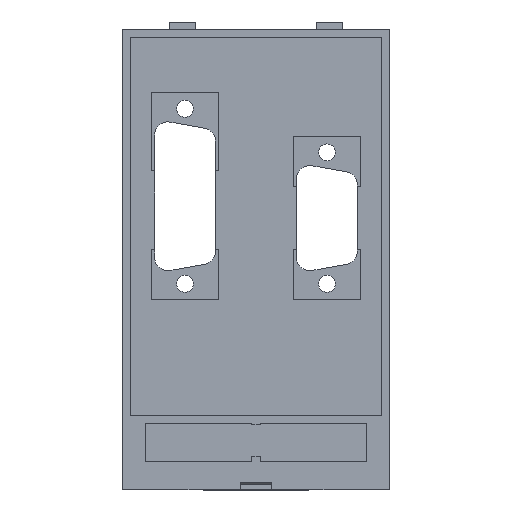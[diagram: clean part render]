
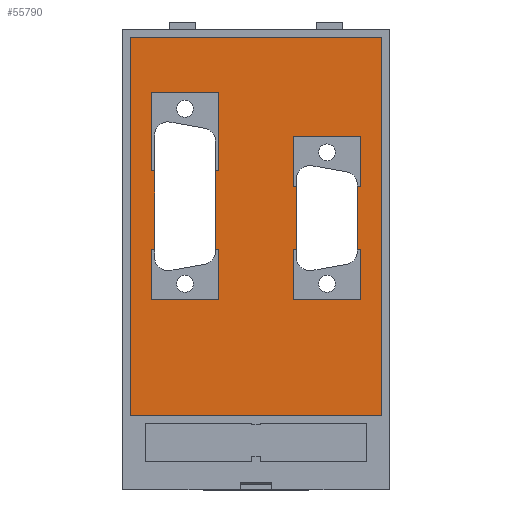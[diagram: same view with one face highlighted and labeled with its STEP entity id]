
A CAD part, top view. The second image highlights one B-rep face of the part: STEP entity #55790.
In plain terms, the highlighted planar face has unit normal (0, 0, 1).
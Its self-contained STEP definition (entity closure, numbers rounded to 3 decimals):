
#39720=CARTESIAN_POINT('',(33.05,45.7,2.8));
#39730=VERTEX_POINT('',#39720);
#39760=CARTESIAN_POINT('',(33.05,0.,2.8));
#39770=DIRECTION('',(0.,-1.,0.));
#39780=VECTOR('',#39770,1.);
#39790=LINE('',#39760,#39780);
#39800=CARTESIAN_POINT('',(33.05,57.7,2.8));
#39810=VERTEX_POINT('',#39800);
#39820=EDGE_CURVE('',#39810,#39730,#39790,.T.);
#40420=CARTESIAN_POINT('',(44.65,57.7,2.8));
#40430=VERTEX_POINT('',#40420);
#40460=CARTESIAN_POINT('',(44.65,0.,2.8));
#40470=DIRECTION('',(0.,1.,0.));
#40480=VECTOR('',#40470,1.);
#40490=LINE('',#40460,#40480);
#40500=CARTESIAN_POINT('',(44.65,45.7,2.8));
#40510=VERTEX_POINT('',#40500);
#40520=EDGE_CURVE('',#40510,#40430,#40490,.T.);
#43220=CARTESIAN_POINT('',(17.65,0.,2.8));
#43230=DIRECTION('',(0.,1.,0.));
#43240=VECTOR('',#43230,1.);
#43250=LINE('',#43220,#43240);
#43260=CARTESIAN_POINT('',(17.65,45.7,2.8));
#43270=VERTEX_POINT('',#43260);
#43280=CARTESIAN_POINT('',(17.65,60.7,2.8));
#43290=VERTEX_POINT('',#43280);
#43300=EDGE_CURVE('',#43270,#43290,#43250,.T.);
#44690=CARTESIAN_POINT('',(6.05,0.,2.8));
#44700=DIRECTION('',(0.,-1.,0.));
#44710=VECTOR('',#44700,1.);
#44720=LINE('',#44690,#44710);
#44730=CARTESIAN_POINT('',(6.05,60.7,2.8));
#44740=VERTEX_POINT('',#44730);
#44750=CARTESIAN_POINT('',(6.05,45.7,2.8));
#44760=VERTEX_POINT('',#44750);
#44770=EDGE_CURVE('',#44740,#44760,#44720,.T.);
#46840=CARTESIAN_POINT('',(45.25,36.2,2.8));
#46850=VERTEX_POINT('',#46840);
#47000=CARTESIAN_POINT('',(45.25,45.7,2.8));
#47010=VERTEX_POINT('',#47000);
#47040=CARTESIAN_POINT('',(45.25,0.,2.8));
#47050=DIRECTION('',(0.,-1.,0.));
#47060=VECTOR('',#47050,1.);
#47070=LINE('',#47040,#47060);
#47080=EDGE_CURVE('',#47010,#46850,#47070,.T.);
#47940=CARTESIAN_POINT('',(32.45,67.2,2.8));
#47950=VERTEX_POINT('',#47940);
#48100=CARTESIAN_POINT('',(32.45,57.7,2.8));
#48110=VERTEX_POINT('',#48100);
#48140=CARTESIAN_POINT('',(32.45,0.,2.8));
#48150=DIRECTION('',(0.,1.,0.));
#48160=VECTOR('',#48150,1.);
#48170=LINE('',#48140,#48160);
#48180=EDGE_CURVE('',#48110,#47950,#48170,.T.);
#48410=CARTESIAN_POINT('',(45.25,67.2,2.8));
#48420=VERTEX_POINT('',#48410);
#48520=CARTESIAN_POINT('',(0.,67.2,2.8));
#48530=DIRECTION('',(1.,0.,0.));
#48540=VECTOR('',#48530,1.);
#48550=LINE('',#48520,#48540);
#48560=EDGE_CURVE('',#47950,#48420,#48550,.T.);
#48770=CARTESIAN_POINT('',(18.25,45.7,2.8));
#48780=VERTEX_POINT('',#48770);
#48900=CARTESIAN_POINT('',(0.,45.7,2.8));
#48910=DIRECTION('',(-1.,0.,0.));
#48920=VECTOR('',#48910,1.);
#48930=LINE('',#48900,#48920);
#48940=EDGE_CURVE('',#48780,#43270,#48930,.T.);
#49170=CARTESIAN_POINT('',(45.25,57.7,2.8));
#49180=VERTEX_POINT('',#49170);
#49280=CARTESIAN_POINT('',(45.25,0.,2.8));
#49290=DIRECTION('',(0.,-1.,0.));
#49300=VECTOR('',#49290,1.);
#49310=LINE('',#49280,#49300);
#49320=EDGE_CURVE('',#48420,#49180,#49310,.T.);
#49550=CARTESIAN_POINT('',(32.45,36.2,2.8));
#49560=VERTEX_POINT('',#49550);
#49660=CARTESIAN_POINT('',(0.,36.2,2.8));
#49670=DIRECTION('',(-1.,0.,0.));
#49680=VECTOR('',#49670,1.);
#49690=LINE('',#49660,#49680);
#49700=EDGE_CURVE('',#46850,#49560,#49690,.T.);
#50000=CARTESIAN_POINT('',(32.45,45.7,2.8));
#50010=VERTEX_POINT('',#50000);
#50040=CARTESIAN_POINT('',(0.,45.7,2.8));
#50050=DIRECTION('',(1.,0.,0.));
#50060=VECTOR('',#50050,1.);
#50070=LINE('',#50040,#50060);
#50080=EDGE_CURVE('',#50010,#39730,#50070,.T.);
#50330=CARTESIAN_POINT('',(0.,57.7,2.8));
#50340=DIRECTION('',(-1.,0.,0.));
#50350=VECTOR('',#50340,1.);
#50360=LINE('',#50330,#50350);
#50370=EDGE_CURVE('',#49180,#40430,#50360,.T.);
#51090=CARTESIAN_POINT('',(18.25,75.5,2.8));
#51100=VERTEX_POINT('',#51090);
#51180=CARTESIAN_POINT('',(5.45,75.5,2.8));
#51190=VERTEX_POINT('',#51180);
#51220=CARTESIAN_POINT('',(0.,75.5,2.8));
#51230=DIRECTION('',(-1.,0.,0.));
#51240=VECTOR('',#51230,1.);
#51250=LINE('',#51220,#51240);
#51260=EDGE_CURVE('',#51100,#51190,#51250,.T.);
#51490=CARTESIAN_POINT('',(18.25,60.7,2.8));
#51500=VERTEX_POINT('',#51490);
#51530=CARTESIAN_POINT('',(0.,60.7,2.8));
#51540=DIRECTION('',(1.,0.,0.));
#51550=VECTOR('',#51540,1.);
#51560=LINE('',#51530,#51550);
#51570=EDGE_CURVE('',#43290,#51500,#51560,.T.);
#52150=CARTESIAN_POINT('',(5.45,60.7,2.8));
#52160=VERTEX_POINT('',#52150);
#52190=CARTESIAN_POINT('',(5.45,0.,2.8));
#52200=DIRECTION('',(0.,-1.,0.));
#52210=VECTOR('',#52200,1.);
#52220=LINE('',#52190,#52210);
#52230=EDGE_CURVE('',#51190,#52160,#52220,.T.);
#52440=CARTESIAN_POINT('',(18.25,36.2,2.8));
#52450=VERTEX_POINT('',#52440);
#52500=CARTESIAN_POINT('',(18.25,0.,2.8));
#52510=DIRECTION('',(0.,1.,0.));
#52520=VECTOR('',#52510,1.);
#52530=LINE('',#52500,#52520);
#52540=EDGE_CURVE('',#52450,#48780,#52530,.T.);
#52750=CARTESIAN_POINT('',(5.45,36.2,2.8));
#52760=VERTEX_POINT('',#52750);
#52810=CARTESIAN_POINT('',(0.,36.2,2.8));
#52820=DIRECTION('',(1.,0.,0.));
#52830=VECTOR('',#52820,1.);
#52840=LINE('',#52810,#52830);
#52850=EDGE_CURVE('',#52760,#52450,#52840,.T.);
#53060=CARTESIAN_POINT('',(5.45,45.7,2.8));
#53070=VERTEX_POINT('',#53060);
#53120=CARTESIAN_POINT('',(5.45,0.,2.8));
#53130=DIRECTION('',(0.,-1.,0.));
#53140=VECTOR('',#53130,1.);
#53150=LINE('',#53120,#53140);
#53160=EDGE_CURVE('',#53070,#52760,#53150,.T.);
#53360=CARTESIAN_POINT('',(0.,45.7,2.8));
#53370=DIRECTION('',(-1.,0.,0.));
#53380=VECTOR('',#53370,1.);
#53390=LINE('',#53360,#53380);
#53400=EDGE_CURVE('',#44760,#53070,#53390,.T.);
#53600=CARTESIAN_POINT('',(18.25,0.,2.8));
#53610=DIRECTION('',(0.,1.,0.));
#53620=VECTOR('',#53610,1.);
#53630=LINE('',#53600,#53620);
#53640=EDGE_CURVE('',#51500,#51100,#53630,.T.);
#54240=CARTESIAN_POINT('',(0.,45.7,2.8));
#54250=DIRECTION('',(1.,0.,0.));
#54260=VECTOR('',#54250,1.);
#54270=LINE('',#54240,#54260);
#54280=EDGE_CURVE('',#40510,#47010,#54270,.T.);
#54480=CARTESIAN_POINT('',(0.,57.7,2.8));
#54490=DIRECTION('',(-1.,0.,0.));
#54500=VECTOR('',#54490,1.);
#54510=LINE('',#54480,#54500);
#54520=EDGE_CURVE('',#39810,#48110,#54510,.T.);
#54720=CARTESIAN_POINT('',(0.,60.7,2.8));
#54730=DIRECTION('',(1.,0.,0.));
#54740=VECTOR('',#54730,1.);
#54750=LINE('',#54720,#54740);
#54760=EDGE_CURVE('',#52160,#44740,#54750,.T.);
#54960=CARTESIAN_POINT('',(32.45,0.,2.8));
#54970=DIRECTION('',(0.,1.,0.));
#54980=VECTOR('',#54970,1.);
#54990=LINE('',#54960,#54980);
#55000=EDGE_CURVE('',#49560,#50010,#54990,.T.);
#55120=CARTESIAN_POINT('',(14.45,8.95,2.8));
#55130=DIRECTION('',(0.,-0.,1.));
#55140=DIRECTION('',(0.,1.,0.));
#55150=AXIS2_PLACEMENT_3D('',#55120,#55130,#55140);
#55160=PLANE('',#55150);
#55170=CARTESIAN_POINT('',(0.15,14.1,2.8));
#55180=DIRECTION('',(1.,0.,0.));
#55190=VECTOR('',#55180,1.);
#55200=LINE('',#55170,#55190);
#55210=CARTESIAN_POINT('',(1.43,14.1,2.8));
#55220=VERTEX_POINT('',#55210);
#55230=CARTESIAN_POINT('',(49.27,14.1,2.8));
#55240=VERTEX_POINT('',#55230);
#55250=EDGE_CURVE('',#55220,#55240,#55200,.T.);
#55260=ORIENTED_EDGE('',*,*,#55250,.T.);
#55270=CARTESIAN_POINT('',(1.43,-5.2,2.8));
#55280=DIRECTION('',(0.,-1.,0.));
#55290=VECTOR('',#55280,1.);
#55300=LINE('',#55270,#55290);
#55310=CARTESIAN_POINT('',(1.43,86.07,2.8));
#55320=VERTEX_POINT('',#55310);
#55330=EDGE_CURVE('',#55320,#55220,#55300,.T.);
#55340=ORIENTED_EDGE('',*,*,#55330,.T.);
#55350=CARTESIAN_POINT('',(0.15,86.07,2.8));
#55360=DIRECTION('',(-1.,0.,0.));
#55370=VECTOR('',#55360,1.);
#55380=LINE('',#55350,#55370);
#55390=CARTESIAN_POINT('',(49.27,86.07,2.8));
#55400=VERTEX_POINT('',#55390);
#55410=EDGE_CURVE('',#55400,#55320,#55380,.T.);
#55420=ORIENTED_EDGE('',*,*,#55410,.T.);
#55430=CARTESIAN_POINT('',(49.27,-5.2,2.8));
#55440=DIRECTION('',(0.,1.,0.));
#55450=VECTOR('',#55440,1.);
#55460=LINE('',#55430,#55450);
#55470=EDGE_CURVE('',#55240,#55400,#55460,.T.);
#55480=ORIENTED_EDGE('',*,*,#55470,.T.);
#55490=EDGE_LOOP('',(#55480,#55420,#55340,#55260));
#55500=FACE_OUTER_BOUND('',#55490,.T.);
#55510=ORIENTED_EDGE('',*,*,#54280,.T.);
#55520=ORIENTED_EDGE('',*,*,#40520,.F.);
#55530=ORIENTED_EDGE('',*,*,#50370,.T.);
#55540=ORIENTED_EDGE('',*,*,#49320,.T.);
#55550=ORIENTED_EDGE('',*,*,#48560,.T.);
#55560=ORIENTED_EDGE('',*,*,#48180,.T.);
#55570=ORIENTED_EDGE('',*,*,#54520,.T.);
#55580=ORIENTED_EDGE('',*,*,#39820,.F.);
#55590=ORIENTED_EDGE('',*,*,#50080,.T.);
#55600=ORIENTED_EDGE('',*,*,#55000,.T.);
#55610=ORIENTED_EDGE('',*,*,#49700,.T.);
#55620=ORIENTED_EDGE('',*,*,#47080,.T.);
#55630=EDGE_LOOP('',(#55620,#55610,#55600,#55590,#55580,#55570,#55560,
#55550,#55540,#55530,#55520,#55510));
#55640=FACE_BOUND('',#55630,.T.);
#55650=ORIENTED_EDGE('',*,*,#53640,.F.);
#55660=ORIENTED_EDGE('',*,*,#51260,.F.);
#55670=ORIENTED_EDGE('',*,*,#52230,.F.);
#55680=ORIENTED_EDGE('',*,*,#54760,.F.);
#55690=ORIENTED_EDGE('',*,*,#44770,.F.);
#55700=ORIENTED_EDGE('',*,*,#53400,.F.);
#55710=ORIENTED_EDGE('',*,*,#53160,.F.);
#55720=ORIENTED_EDGE('',*,*,#52850,.F.);
#55730=ORIENTED_EDGE('',*,*,#52540,.F.);
#55740=ORIENTED_EDGE('',*,*,#48940,.F.);
#55750=ORIENTED_EDGE('',*,*,#43300,.F.);
#55760=ORIENTED_EDGE('',*,*,#51570,.F.);
#55770=EDGE_LOOP('',(#55760,#55750,#55740,#55730,#55720,#55710,#55700,
#55690,#55680,#55670,#55660,#55650));
#55780=FACE_BOUND('',#55770,.T.);
#55790=ADVANCED_FACE('',(#55500,#55640,#55780),#55160,.T.);
